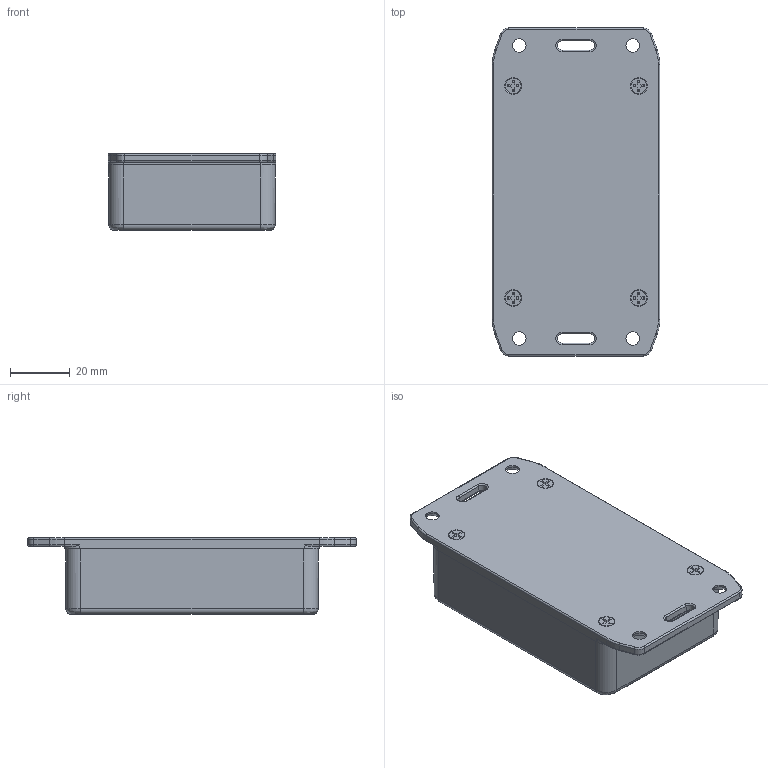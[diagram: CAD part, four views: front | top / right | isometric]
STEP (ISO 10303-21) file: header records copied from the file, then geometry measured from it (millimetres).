
FILE_DESCRIPTION(/* description */ (''),/* implementation_level */ '2;1');
FILE_NAME(/* name */ '1591MSFL.iam.stp',/* time_stamp */ '2015-06-03T10:02:14-04:00',/* author */ ('gdineen'),/* organization */ (''),/* preprocessor_version */ 'ST-DEVELOPER v15.6',/* originating_system */ 'Autodesk Inventor 2015',/* authorisation */ '');
FILE_SCHEMA (('AUTOMOTIVE_DESIGN { 1 0 10303 214 3 1 1 }'));
Products named in the file (4): 1591MS Box; 1591L-M Flange Lid; #24383; 1591MSFL
Assembly tree (2 placements, depth 2):
  #24383
  1591MSFL
    1591MS Box
    1591L-M Flange Lid
Bounding box: 56.2 x 110 x 25.8 mm (x, y, z)
Volume: 45096 mm3; surface area: 39724.6 mm2
Topology: 6 solids, 6 shells, 851 faces, 2246 edges, 1464 vertices
Faces by surface type: plane 533, cylinder 142, bspline 96, cone 52, torus 28
Full cylindrical faces by diameter (mm): 2.4 x4, 2.946 x4, 3.2 x4, 4.55 x4, 5.232 x4, 5.6 x4
Entity records: 24373 total; most frequent: CARTESIAN_POINT 5789, ORIENTED_EDGE 3950, DIRECTION 3492, EDGE_CURVE 1975, LINE 1434, VECTOR 1434, VERTEX_POINT 1317, AXIS2_PLACEMENT_3D 1029
